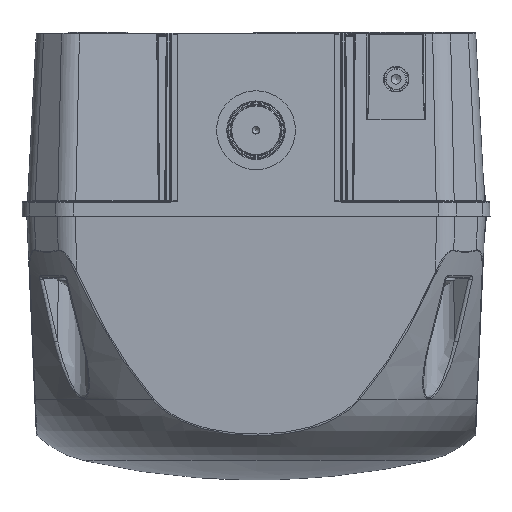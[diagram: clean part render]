
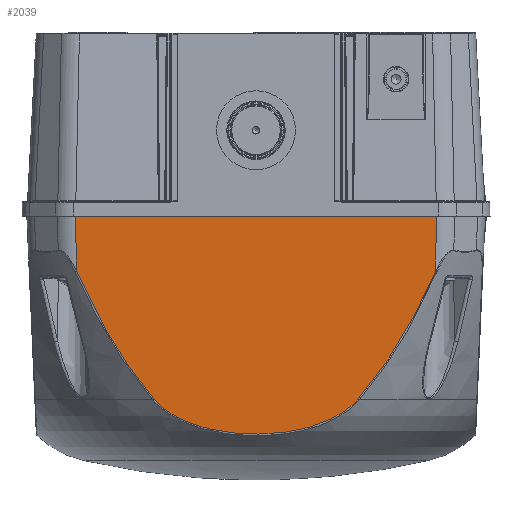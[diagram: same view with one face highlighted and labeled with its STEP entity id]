
A CAD part, front view. The second image highlights one B-rep face of the part: STEP entity #2039.
In plain terms, the highlighted face is planar.
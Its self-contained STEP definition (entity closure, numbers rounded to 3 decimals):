
#2039=ADVANCED_FACE('',(#3408),#3143,.T.);
#3143=PLANE('',#16637);
#3408=FACE_OUTER_BOUND('',#4408,.T.);
#4408=EDGE_LOOP('',(#6198,#6199,#6200,#6201,#6202,#6203));
#5618=B_SPLINE_CURVE_WITH_KNOTS('',3,(#23843,#23844,#23845,#23846,#23847,
#23848),.UNSPECIFIED.,.F.,.F.,(4,2,4),(0.,0.5,1.),.UNSPECIFIED.);
#5619=B_SPLINE_CURVE_WITH_KNOTS('',3,(#23850,#23851,#23852,#23853,#23854,
#23855,#23856,#23857,#23858,#23859,#23860,#23861,#23862,#23863,#23864,#23865),
 .UNSPECIFIED.,.F.,.F.,(4,2,2,2,2,2,2,4),(0.,0.125,0.25,0.5,0.625,0.75,0.875,
1.),.UNSPECIFIED.);
#5620=B_SPLINE_CURVE_WITH_KNOTS('',3,(#23867,#23868,#23869,#23870,#23871,
#23872),.UNSPECIFIED.,.F.,.F.,(4,2,4),(0.,0.5,1.),.UNSPECIFIED.);
#6198=ORIENTED_EDGE('',*,*,#12384,.T.);
#6199=ORIENTED_EDGE('',*,*,#12385,.T.);
#6200=ORIENTED_EDGE('',*,*,#12386,.T.);
#6201=ORIENTED_EDGE('',*,*,#12387,.T.);
#6202=ORIENTED_EDGE('',*,*,#12388,.T.);
#6203=ORIENTED_EDGE('',*,*,#12389,.T.);
#10980=VERTEX_POINT('',#23837);
#10981=VERTEX_POINT('',#23838);
#10982=VERTEX_POINT('',#23840);
#10983=VERTEX_POINT('',#23842);
#10984=VERTEX_POINT('',#23849);
#10985=VERTEX_POINT('',#23866);
#12384=EDGE_CURVE('',#10980,#10981,#14755,.T.);
#12385=EDGE_CURVE('',#10981,#10982,#14756,.T.);
#12386=EDGE_CURVE('',#10982,#10983,#14757,.T.);
#12387=EDGE_CURVE('',#10983,#10984,#5618,.T.);
#12388=EDGE_CURVE('',#10984,#10985,#5619,.T.);
#12389=EDGE_CURVE('',#10985,#10980,#5620,.T.);
#14755=LINE('',#23836,#15688);
#14756=LINE('',#23839,#15689);
#14757=LINE('',#23841,#15690);
#15688=VECTOR('',#18729,1.);
#15689=VECTOR('',#18730,1.);
#15690=VECTOR('',#18731,1.);
#16637=AXIS2_PLACEMENT_3D('',#23873,#18732,#18733);
#18729=DIRECTION('',(0.018,0.044,-0.999));
#18730=DIRECTION('',(-1.,0.,0.));
#18731=DIRECTION('',(0.018,-0.044,0.999));
#18732=DIRECTION('',(0.,0.999,0.044));
#18733=DIRECTION('',(0.,-0.044,0.999));
#23836=CARTESIAN_POINT('',(70.863,-55.634,-10.712));
#23837=CARTESIAN_POINT('',(70.455,-56.62,11.851));
#23838=CARTESIAN_POINT('',(70.84,-55.69,-9.438));
#23839=CARTESIAN_POINT('',(0.,-55.69,-9.438));
#23840=CARTESIAN_POINT('',(-70.84,-55.69,-9.438));
#23841=CARTESIAN_POINT('',(-70.624,-56.211,2.487));
#23842=CARTESIAN_POINT('',(-70.455,-56.62,11.851));
#23843=CARTESIAN_POINT('',(-70.455,-56.62,11.851));
#23844=CARTESIAN_POINT('',(-66.493,-57.013,20.868));
#23845=CARTESIAN_POINT('',(-62.11,-57.396,29.632));
#23846=CARTESIAN_POINT('',(-52.198,-58.131,46.472));
#23847=CARTESIAN_POINT('',(-46.701,-58.485,54.565));
#23848=CARTESIAN_POINT('',(-40.181,-58.811,62.043));
#23849=CARTESIAN_POINT('',(-40.181,-58.811,62.043));
#23850=CARTESIAN_POINT('',(-40.181,-58.811,62.043));
#23851=CARTESIAN_POINT('',(-37.748,-58.933,64.834));
#23852=CARTESIAN_POINT('',(-34.845,-59.027,67.));
#23853=CARTESIAN_POINT('',(-28.466,-59.183,70.569));
#23854=CARTESIAN_POINT('',(-25.043,-59.242,71.918));
#23855=CARTESIAN_POINT('',(-14.605,-59.376,74.991));
#23856=CARTESIAN_POINT('',(-7.249,-59.413,75.835));
#23857=CARTESIAN_POINT('',(3.582,-59.413,75.838));
#23858=CARTESIAN_POINT('',(7.189,-59.404,75.622));
#23859=CARTESIAN_POINT('',(14.395,-59.364,74.699));
#23860=CARTESIAN_POINT('',(18.012,-59.332,73.984));
#23861=CARTESIAN_POINT('',(25.,-59.243,71.934));
#23862=CARTESIAN_POINT('',(28.434,-59.184,70.582));
#23863=CARTESIAN_POINT('',(34.804,-59.029,67.028));
#23864=CARTESIAN_POINT('',(37.758,-58.932,64.823));
#23865=CARTESIAN_POINT('',(40.181,-58.811,62.043));
#23866=CARTESIAN_POINT('',(40.181,-58.811,62.043));
#23867=CARTESIAN_POINT('',(40.181,-58.811,62.043));
#23868=CARTESIAN_POINT('',(46.685,-58.485,54.584));
#23869=CARTESIAN_POINT('',(52.182,-58.132,46.497));
#23870=CARTESIAN_POINT('',(62.099,-57.397,29.654));
#23871=CARTESIAN_POINT('',(66.497,-57.013,20.859));
#23872=CARTESIAN_POINT('',(70.455,-56.62,11.851));
#23873=CARTESIAN_POINT('',(0.,-55.638,-10.638));
